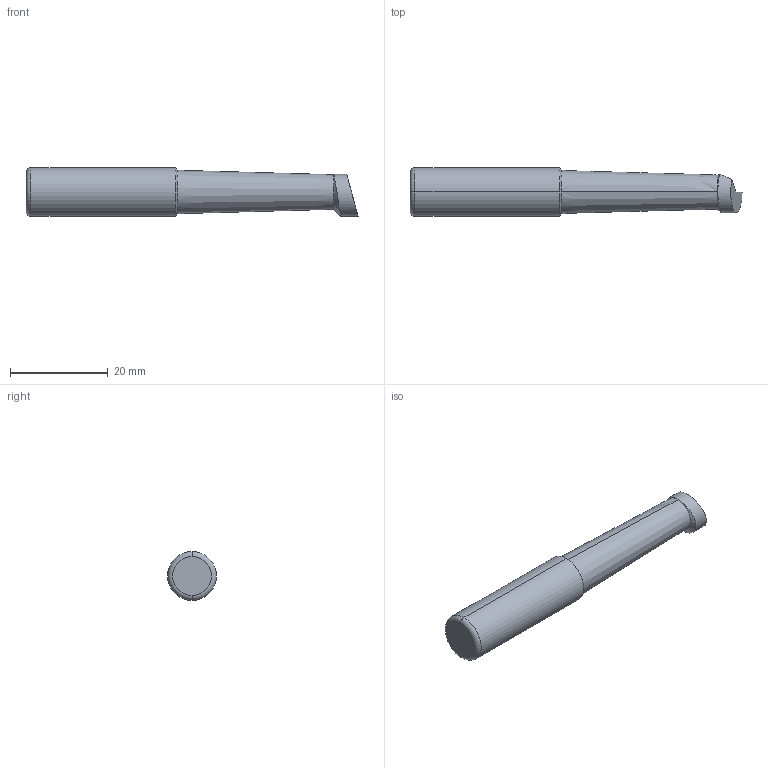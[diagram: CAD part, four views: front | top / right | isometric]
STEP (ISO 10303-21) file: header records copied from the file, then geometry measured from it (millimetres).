
FILE_DESCRIPTION (( 'STEP AP203' ), '1' );
FILE_NAME ('B64.010.010.037.STEP', '2024-08-30T09:48:53', ( '' ), ( '' ), 'SwSTEP 2.0', 'SolidWorks 2022', '' );
FILE_SCHEMA (( 'CONFIG_CONTROL_DESIGN' ));
Length unit declared in the file: millimetre
Products named in the file (1): B64.010.010.037
Bounding box: 68 x 10 x 10 mm (x, y, z)
Volume: 4175.1 mm3; surface area: 1987.2 mm2
Topology: 1 solids, 1 shells, 16 faces, 33 edges, 19 vertices
Faces by surface type: cone 7, plane 4, cylinder 3, torus 2
Entity records: 542 total; most frequent: CARTESIAN_POINT 133, DIRECTION 73, ORIENTED_EDGE 66, EDGE_CURVE 33, AXIS2_PLACEMENT_3D 30, VERTEX_POINT 19, FACE_OUTER_BOUND 16, ADVANCED_FACE 16
